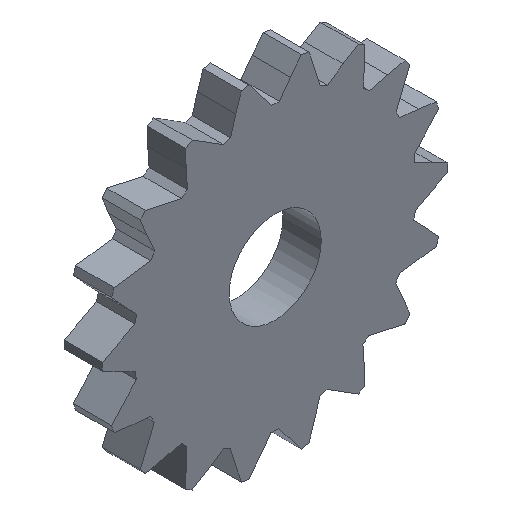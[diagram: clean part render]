
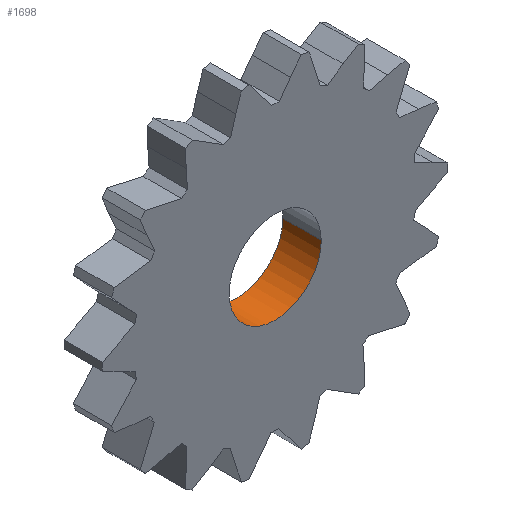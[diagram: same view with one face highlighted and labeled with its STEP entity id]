
A CAD part, isometric view. The second image highlights one B-rep face of the part: STEP entity #1698.
In plain terms, the highlighted cylindrical face has radius 6 mm (diameter 12 mm), a partial arc.
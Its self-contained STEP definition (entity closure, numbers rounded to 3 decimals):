
#6=CARTESIAN_POINT('',(0.,0.,0.));
#7=DIRECTION('',(0.,-1.,0.));
#8=DIRECTION('',(-1.,0.,0.));
#9=AXIS2_PLACEMENT_3D('',#6,#7,#8);
#299=DIRECTION('',(0.,1.,0.));
#300=VECTOR('',#299,5.);
#301=CARTESIAN_POINT('',(6.,0.,0.));
#302=LINE('',#301,#300);
#303=DIRECTION('',(0.,1.,0.));
#304=VECTOR('',#303,5.);
#305=CARTESIAN_POINT('',(-6.,0.,0.));
#306=LINE('',#305,#304);
#312=CARTESIAN_POINT('',(0.,5.,0.));
#313=DIRECTION('',(0.,-1.,0.));
#314=DIRECTION('',(-1.,0.,0.));
#315=AXIS2_PLACEMENT_3D('',#312,#313,#314);
#1109=CARTESIAN_POINT('',(6.,0.,0.));
#1110=CARTESIAN_POINT('',(-6.,0.,0.));
#1111=VERTEX_POINT('',#1109);
#1112=VERTEX_POINT('',#1110);
#1113=CARTESIAN_POINT('',(6.,5.,0.));
#1114=CARTESIAN_POINT('',(-6.,5.,0.));
#1115=VERTEX_POINT('',#1113);
#1116=VERTEX_POINT('',#1114);
#1686=CARTESIAN_POINT('',(0.,0.,0.));
#1687=DIRECTION('',(0.,1.,0.));
#1688=DIRECTION('',(1.,0.,0.));
#1689=AXIS2_PLACEMENT_3D('',#1686,#1687,#1688);
#1690=CYLINDRICAL_SURFACE('',#1689,6.);
#1691=ORIENTED_EDGE('',*,*,#1666,.F.);
#1692=ORIENTED_EDGE('',*,*,#1681,.T.);
#1694=ORIENTED_EDGE('',*,*,#1693,.T.);
#1695=ORIENTED_EDGE('',*,*,#1677,.F.);
#1696=EDGE_LOOP('',(#1691,#1692,#1694,#1695));
#1697=FACE_OUTER_BOUND('',#1696,.F.);
#1698=ADVANCED_FACE('',(#1697),#1690,.F.);
#10=CIRCLE('',#9,6.);
#316=CIRCLE('',#315,6.);
#1666=EDGE_CURVE('',#1112,#1111,#10,.T.);
#1677=EDGE_CURVE('',#1111,#1115,#302,.T.);
#1681=EDGE_CURVE('',#1112,#1116,#306,.T.);
#1693=EDGE_CURVE('',#1116,#1115,#316,.T.);
